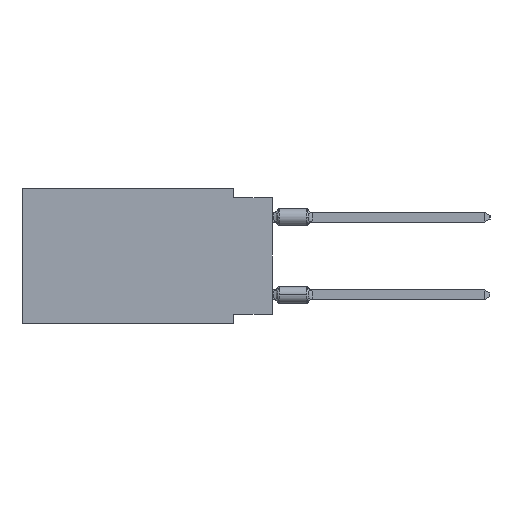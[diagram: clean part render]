
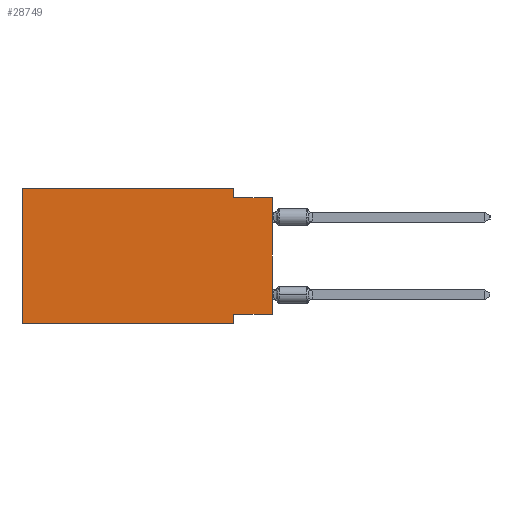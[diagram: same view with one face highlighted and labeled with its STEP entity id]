
A CAD part, left-side view. The second image highlights one B-rep face of the part: STEP entity #28749.
In plain terms, the highlighted planar face has unit normal (-1, 0, 0).
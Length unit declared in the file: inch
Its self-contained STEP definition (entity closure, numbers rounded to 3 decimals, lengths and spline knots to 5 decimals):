
#467 = EDGE_CURVE ( 'NONE', #33233, #34632, #20544, .T. ) ;
#2629 = VECTOR ( 'NONE', #28237, 39.37008 ) ;
#3475 = EDGE_CURVE ( 'NONE', #46363, #35010, #35546, .T. ) ;
#3686 = AXIS2_PLACEMENT_3D ( 'NONE', #22931, #39069, #39592 ) ;
#3797 = EDGE_CURVE ( 'NONE', #46363, #12073, #7064, .T. ) ;
#4365 = DIRECTION ( 'NONE',  ( 0., -1., 0. ) ) ;
#4461 = ORIENTED_EDGE ( 'NONE', *, *, #3797, .T. ) ;
#6208 = CARTESIAN_POINT ( 'NONE',  ( 0., 0.645, -0.35 ) ) ;
#6240 = DIRECTION ( 'NONE',  ( 0., 0., -1. ) ) ;
#6726 = EDGE_CURVE ( 'NONE', #35010, #34632, #48288, .T. ) ;
#7064 = LINE ( 'NONE', #46702, #34216 ) ;
#7710 = CARTESIAN_POINT ( 'NONE',  ( 0., 0.1, 0. ) ) ;
#8004 = CARTESIAN_POINT ( 'NONE',  ( 0., 0.645, -0.35 ) ) ;
#8137 = VECTOR ( 'NONE', #4365, 39.37008 ) ;
#10567 = ORIENTED_EDGE ( 'NONE', *, *, #467, .T. ) ;
#11292 = ORIENTED_EDGE ( 'NONE', *, *, #32239, .F. ) ;
#11424 = EDGE_CURVE ( 'NONE', #38635, #42347, #49278, .T. ) ;
#11944 = PLANE ( 'NONE',  #3686 ) ;
#12073 = VERTEX_POINT ( 'NONE', #39965 ) ;
#15707 = CARTESIAN_POINT ( 'NONE',  ( 0., 0., -0.325 ) ) ;
#19702 = EDGE_CURVE ( 'NONE', #42347, #12073, #38818, .T. ) ;
#20544 = LINE ( 'NONE', #8004, #8137 ) ;
#22931 = CARTESIAN_POINT ( 'NONE',  ( 0., 0.645, 0. ) ) ;
#22956 = CARTESIAN_POINT ( 'NONE',  ( 0., 0.645, 0. ) ) ;
#23454 = LINE ( 'NONE', #22956, #42853 ) ;
#24165 = EDGE_CURVE ( 'NONE', #28348, #38635, #24473, .T. ) ;
#24473 = LINE ( 'NONE', #32542, #34287 ) ;
#25105 = CARTESIAN_POINT ( 'NONE',  ( 0., 0.1, -0.35 ) ) ;
#26395 = ORIENTED_EDGE ( 'NONE', *, *, #3475, .F. ) ;
#26477 = CARTESIAN_POINT ( 'NONE',  ( 0., 0.1, -0.325 ) ) ;
#26661 = CARTESIAN_POINT ( 'NONE',  ( 0., 0.1, -0.025 ) ) ;
#27161 = DIRECTION ( 'NONE',  ( 0., 0., 1. ) ) ;
#28237 = DIRECTION ( 'NONE',  ( 0., 0., -1. ) ) ;
#28348 = VERTEX_POINT ( 'NONE', #50747 ) ;
#28749 = ADVANCED_FACE ( 'NONE', ( #43511 ), #11944, .F. ) ;
#29908 = ORIENTED_EDGE ( 'NONE', *, *, #11424, .F. ) ;
#31634 = DIRECTION ( 'NONE',  ( 0., 1., 0. ) ) ;
#32239 = EDGE_CURVE ( 'NONE', #33233, #28348, #23454, .T. ) ;
#32321 = VECTOR ( 'NONE', #34900, 39.37008 ) ;
#32542 = CARTESIAN_POINT ( 'NONE',  ( 0., 0.645, 0. ) ) ;
#33233 = VERTEX_POINT ( 'NONE', #6208 ) ;
#33330 = VECTOR ( 'NONE', #31634, 39.37008 ) ;
#34216 = VECTOR ( 'NONE', #27161, 39.37008 ) ;
#34287 = VECTOR ( 'NONE', #36710, 39.37008 ) ;
#34436 = CARTESIAN_POINT ( 'NONE',  ( 0., 0.1, -0.35 ) ) ;
#34632 = VERTEX_POINT ( 'NONE', #34436 ) ;
#34690 = DIRECTION ( 'NONE',  ( 0., 0., 1. ) ) ;
#34900 = DIRECTION ( 'NONE',  ( 0., -1., 0. ) ) ;
#35010 = VERTEX_POINT ( 'NONE', #26477 ) ;
#35546 = LINE ( 'NONE', #15707, #33330 ) ;
#36571 = EDGE_LOOP ( 'NONE', ( #4461, #38165, #29908, #40149, #11292, #10567, #48748, #26395 ) ) ;
#36710 = DIRECTION ( 'NONE',  ( 0., -1., 0. ) ) ;
#38165 = ORIENTED_EDGE ( 'NONE', *, *, #19702, .F. ) ;
#38635 = VERTEX_POINT ( 'NONE', #7710 ) ;
#38818 = LINE ( 'NONE', #46632, #32321 ) ;
#39069 = DIRECTION ( 'NONE',  ( 1., 0., 0. ) ) ;
#39592 = DIRECTION ( 'NONE',  ( 0., 0., -1. ) ) ;
#39965 = CARTESIAN_POINT ( 'NONE',  ( 0., 0., -0.025 ) ) ;
#40149 = ORIENTED_EDGE ( 'NONE', *, *, #24165, .F. ) ;
#42347 = VERTEX_POINT ( 'NONE', #26661 ) ;
#42515 = VECTOR ( 'NONE', #6240, 39.37008 ) ;
#42853 = VECTOR ( 'NONE', #34690, 39.37008 ) ;
#43511 = FACE_OUTER_BOUND ( 'NONE', #36571, .T. ) ;
#46363 = VERTEX_POINT ( 'NONE', #50427 ) ;
#46632 = CARTESIAN_POINT ( 'NONE',  ( 0., 0., -0.025 ) ) ;
#46702 = CARTESIAN_POINT ( 'NONE',  ( 0., 0., 0. ) ) ;
#46847 = CARTESIAN_POINT ( 'NONE',  ( 0., 0.1, 0. ) ) ;
#48288 = LINE ( 'NONE', #25105, #2629 ) ;
#48748 = ORIENTED_EDGE ( 'NONE', *, *, #6726, .F. ) ;
#49278 = LINE ( 'NONE', #46847, #42515 ) ;
#50427 = CARTESIAN_POINT ( 'NONE',  ( 0., 0., -0.325 ) ) ;
#50747 = CARTESIAN_POINT ( 'NONE',  ( 0., 0.645, 0. ) ) ;
